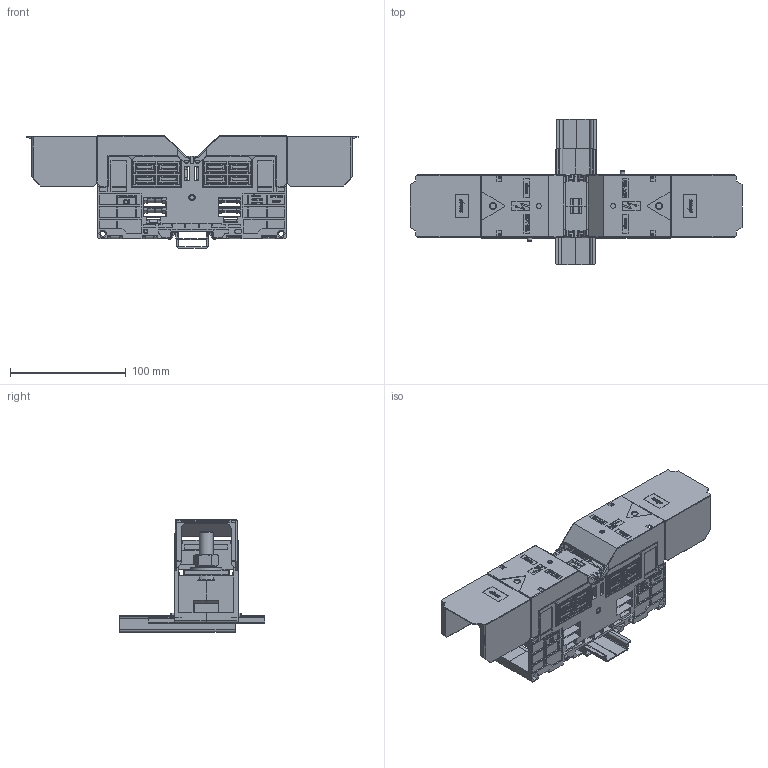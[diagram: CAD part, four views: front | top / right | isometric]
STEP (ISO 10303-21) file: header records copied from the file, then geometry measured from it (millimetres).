
FILE_DESCRIPTION(/* description */ ('Unknown'),/* implementation_level */ '2;1');
FILE_NAME(/* name */ 'SPT185_3D',/* time_stamp */ '2023-01-11T16:07:12+06:00',/* author */ ('Unknown'),/* organization */ ('Unknown'),/* preprocessor_version */ 'ST-DEVELOPER v16.7',/* originating_system */ 'Solid Edge',/* authorisation */ 'Unknown');
FILE_SCHEMA (('AUTOMOTIVE_DESIGN {1 0 10303 214 3 1 1}'));
Products named in the file (15): SPT185; 6SPT185H; 6SPT70FT; 9SASPT185; 8SPT185C; 52MDSPT185-240; 32MSCHK100; 9SASPT185-240WN; 52NH01_M12_T1-RI; 59LMSPT185-240; 9SASPT185-240WN_mir; 52NH01_M12_T1-RI_mir; 59LMSPT185-240_mir; 6SPT185PC; 32MSCHKD
Assembly tree (17 placements, depth 3):
  SPT185
    6SPT185H  x2
    6SPT70FT
    9SASPT185
      8SPT185C
      52MDSPT185-240  x2
    32MSCHK100
    9SASPT185-240WN
      52NH01_M12_T1-RI
      59LMSPT185-240
    9SASPT185-240WN_mir
      52NH01_M12_T1-RI_mir
      59LMSPT185-240_mir
    6SPT185PC  x2
    32MSCHKD
Bounding box: 286.8 x 125.48 x 97.6 mm (x, y, z)
Volume: 239181.4 mm3; surface area: 278022.9 mm2
Topology: 14 solids, 14 shells, 5724 faces, 15390 edges, 10222 vertices
Faces by surface type: plane 4451, cylinder 865, bspline 322, cone 70, torus 16
Full cylindrical faces by diameter (mm): 1.8 x4, 2 x4, 2.1 x4, 2.5 x2, 4 x8, 4.3 x4, 6 x10, 10.106 x2, 11 x2, 12 x4, 12.5 x2, 13 x2, 13.3 x2, 13.8 x2, 15 x2, 25.5 x2, 27 x2
Entity records: 109561 total; most frequent: CARTESIAN_POINT 27888, ORIENTED_EDGE 17108, DIRECTION 15472, EDGE_CURVE 8554, LINE 6572, VECTOR 6572, VERTEX_POINT 5737, AXIS2_PLACEMENT_3D 4450
